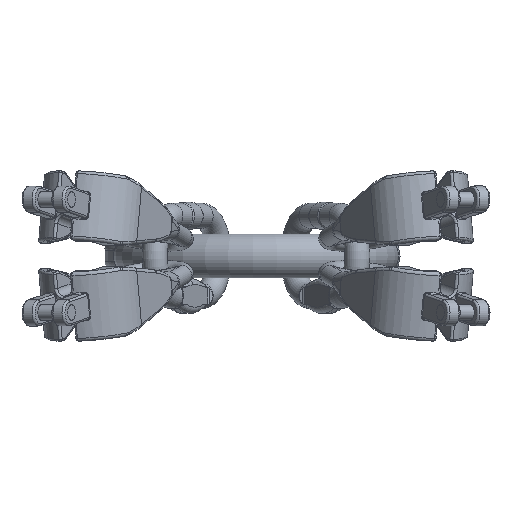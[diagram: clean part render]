
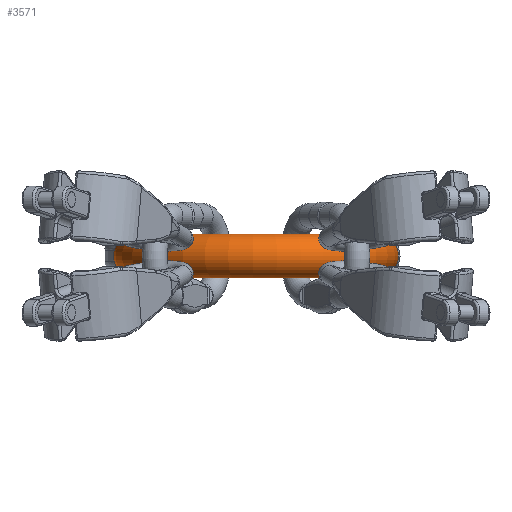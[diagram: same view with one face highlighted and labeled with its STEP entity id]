
A CAD part, front view. The second image highlights one B-rep face of the part: STEP entity #3571.
In plain terms, the highlighted toroidal (fillet/blend) face has major radius 110 mm and minor radius 20 mm.
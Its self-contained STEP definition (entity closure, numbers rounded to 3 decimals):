
#3401=TOROIDAL_SURFACE('',#31858,110.,20.);
#3571=ADVANCED_FACE('',(#6887,#6888),#3401,.T.);
#5856=CIRCLE('',#31853,20.);
#5857=CIRCLE('',#31855,20.);
#6887=FACE_BOUND('',#7075,.T.);
#6888=FACE_BOUND('',#7076,.T.);
#7075=EDGE_LOOP('',(#13371));
#7076=EDGE_LOOP('',(#13372));
#13371=ORIENTED_EDGE('',*,*,#25376,.T.);
#13372=ORIENTED_EDGE('',*,*,#25377,.F.);
#22502=VERTEX_POINT('',#42704);
#22503=VERTEX_POINT('',#42707);
#25376=EDGE_CURVE('',#22502,#22502,#5856,.T.);
#25377=EDGE_CURVE('',#22503,#22503,#5857,.T.);
#31853=AXIS2_PLACEMENT_3D('',#42703,#34547,#34548);
#31855=AXIS2_PLACEMENT_3D('',#42706,#34551,#34552);
#31858=AXIS2_PLACEMENT_3D('',#42711,#34557,#34558);
#34547=DIRECTION('',(0.,-1.,0.));
#34548=DIRECTION('',(1.,0.,0.));
#34551=DIRECTION('',(0.,1.,0.));
#34552=DIRECTION('',(-1.,0.,0.));
#34557=DIRECTION('',(0.,0.,1.));
#34558=DIRECTION('',(1.,0.,0.));
#42703=CARTESIAN_POINT('',(-110.,-64.,0.));
#42704=CARTESIAN_POINT('',(-90.,-64.,0.));
#42706=CARTESIAN_POINT('',(110.,-64.,0.));
#42707=CARTESIAN_POINT('',(90.,-64.,0.));
#42711=CARTESIAN_POINT('',(0.,-64.,0.));
